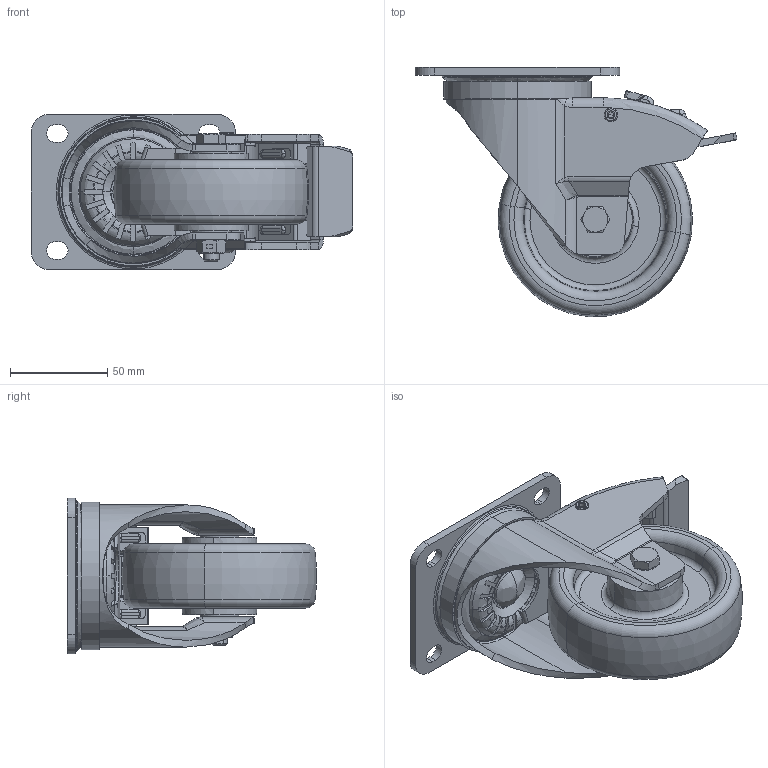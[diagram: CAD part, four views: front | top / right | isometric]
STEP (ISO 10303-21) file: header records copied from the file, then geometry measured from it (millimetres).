
FILE_DESCRIPTION (( 'STEP AP214' ), '1' );
FILE_NAME ('0021042BL_L-IM-PAM-100-G-3-DSN_(A-01).step', '2019-05-29T12:06:52', ( '' ), ( '' ), 'SwSTEP 2.0', 'SolidWorks 2018', '' );
FILE_SCHEMA (( 'AUTOMOTIVE_DESIGN' ));
Length unit declared in the file: millimetre
Products named in the file (1): 0021042BL_L-IM-PAM-100-G-3-DSN_(A-01)
Bounding box: 165.19 x 127.78 x 80 mm (x, y, z)
Surface area: 112480.1 mm2 (no closed solid volume)
Topology: 0 solids, 19 shells, 775 faces, 2468 edges, 1657 vertices
Faces by surface type: plane 399, cylinder 188, bspline 100, cone 54, torus 34
Entity records: 42229 total; most frequent: CARTESIAN_POINT 12883, ORIENTED_EDGE 4175, DIRECTION 4147, EDGE_CURVE 2458, VERTEX_POINT 1657, LINE 1389, VECTOR 1389, AXIS2_PLACEMENT_3D 1379
